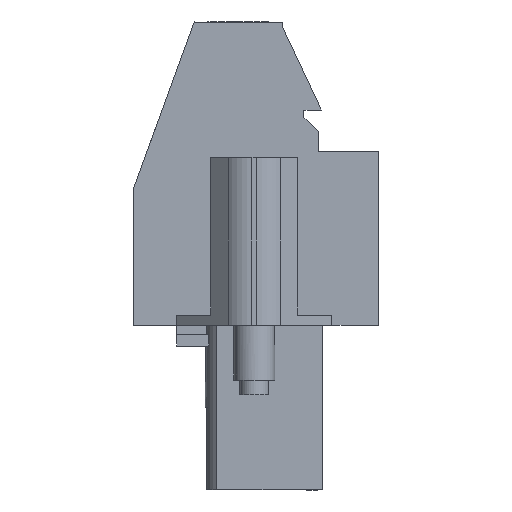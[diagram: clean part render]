
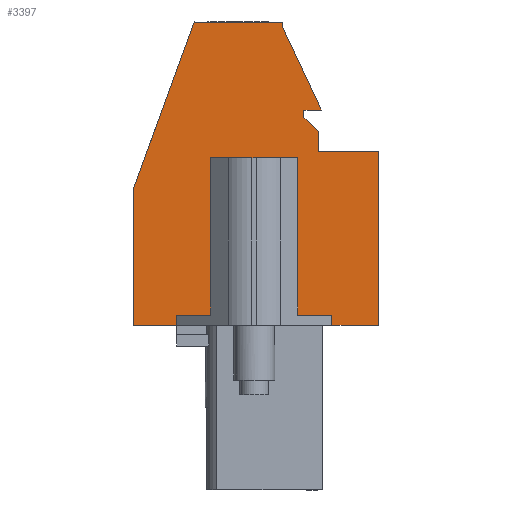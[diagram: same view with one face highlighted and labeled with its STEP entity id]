
A CAD part, left-side view. The second image highlights one B-rep face of the part: STEP entity #3397.
In plain terms, the highlighted planar face has unit normal (-1, 0, 0).
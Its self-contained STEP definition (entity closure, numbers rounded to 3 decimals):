
#1351=AXIS2_PLACEMENT_3D('Plane Axis2P3D',#1348,#1349,#1350) ;
#107=CARTESIAN_POINT('Line Origine',(3.47,1.125,7.95)) ;
#111=CARTESIAN_POINT('Vertex',(3.47,2.25,7.95)) ;
#113=CARTESIAN_POINT('Vertex',(3.47,0.,7.95)) ;
#162=CARTESIAN_POINT('Vertex',(3.47,9.75,7.95)) ;
#165=CARTESIAN_POINT('Line Origine',(3.47,10.79,7.95)) ;
#169=CARTESIAN_POINT('Vertex',(3.47,11.83,7.95)) ;
#1348=CARTESIAN_POINT('Axis2P3D Location',(3.47,12.132,0.)) ;
#3285=CARTESIAN_POINT('Line Origine',(3.47,0.,12.15)) ;
#3289=CARTESIAN_POINT('Vertex',(3.47,0.,16.35)) ;
#3292=CARTESIAN_POINT('Line Origine',(3.47,1.45,16.35)) ;
#3296=CARTESIAN_POINT('Vertex',(3.47,2.9,16.35)) ;
#3299=CARTESIAN_POINT('Line Origine',(3.47,2.9,16.825)) ;
#3303=CARTESIAN_POINT('Vertex',(3.47,2.9,17.3)) ;
#3306=CARTESIAN_POINT('Line Origine',(3.47,3.25,17.65)) ;
#3310=CARTESIAN_POINT('Vertex',(3.47,3.6,18.)) ;
#3313=CARTESIAN_POINT('Line Origine',(3.47,3.6,18.175)) ;
#3317=CARTESIAN_POINT('Vertex',(3.47,3.6,18.35)) ;
#3320=CARTESIAN_POINT('Line Origine',(3.47,3.18,18.35)) ;
#3324=CARTESIAN_POINT('Vertex',(3.47,2.76,18.35)) ;
#3327=CARTESIAN_POINT('Line Origine',(3.47,3.704,20.375)) ;
#3331=CARTESIAN_POINT('Vertex',(3.47,4.649,22.4)) ;
#3334=CARTESIAN_POINT('Line Origine',(3.47,4.649,22.5)) ;
#3338=CARTESIAN_POINT('Vertex',(3.47,4.649,22.6)) ;
#3341=CARTESIAN_POINT('Line Origine',(3.47,6.778,22.6)) ;
#3345=CARTESIAN_POINT('Vertex',(3.47,8.908,22.6)) ;
#3348=CARTESIAN_POINT('Line Origine',(3.47,10.369,18.586)) ;
#3352=CARTESIAN_POINT('Vertex',(3.47,11.83,14.572)) ;
#3355=CARTESIAN_POINT('Line Origine',(3.47,11.83,11.261)) ;
#3360=CARTESIAN_POINT('Line Origine',(3.47,9.75,8.2)) ;
#3364=CARTESIAN_POINT('Vertex',(3.47,9.75,8.45)) ;
#3367=CARTESIAN_POINT('Line Origine',(3.47,6.,8.45)) ;
#3371=CARTESIAN_POINT('Vertex',(3.47,2.25,8.45)) ;
#3374=CARTESIAN_POINT('Line Origine',(3.47,2.25,8.2)) ;
#108=DIRECTION('Vector Direction',(0.,1.,0.)) ;
#166=DIRECTION('Vector Direction',(0.,-1.,0.)) ;
#1349=DIRECTION('Axis2P3D Direction',(-1.,0.,0.)) ;
#1350=DIRECTION('Axis2P3D XDirection',(0.,-1.,0.)) ;
#3286=DIRECTION('Vector Direction',(0.,0.,1.)) ;
#3293=DIRECTION('Vector Direction',(0.,1.,0.)) ;
#3300=DIRECTION('Vector Direction',(0.,0.,1.)) ;
#3307=DIRECTION('Vector Direction',(0.,0.707,0.707)) ;
#3314=DIRECTION('Vector Direction',(0.,0.,1.)) ;
#3321=DIRECTION('Vector Direction',(0.,-1.,0.)) ;
#3328=DIRECTION('Vector Direction',(0.,0.423,0.906)) ;
#3335=DIRECTION('Vector Direction',(0.,0.,1.)) ;
#3342=DIRECTION('Vector Direction',(0.,1.,0.)) ;
#3349=DIRECTION('Vector Direction',(0.,0.342,-0.94)) ;
#3356=DIRECTION('Vector Direction',(0.,0.,1.)) ;
#3361=DIRECTION('Vector Direction',(0.,0.,1.)) ;
#3368=DIRECTION('Vector Direction',(0.,1.,0.)) ;
#3375=DIRECTION('Vector Direction',(0.,0.,1.)) ;
#109=VECTOR('Line Direction',#108,1.) ;
#167=VECTOR('Line Direction',#166,1.) ;
#3287=VECTOR('Line Direction',#3286,1.) ;
#3294=VECTOR('Line Direction',#3293,1.) ;
#3301=VECTOR('Line Direction',#3300,1.) ;
#3308=VECTOR('Line Direction',#3307,1.) ;
#3315=VECTOR('Line Direction',#3314,1.) ;
#3322=VECTOR('Line Direction',#3321,1.) ;
#3329=VECTOR('Line Direction',#3328,1.) ;
#3336=VECTOR('Line Direction',#3335,1.) ;
#3343=VECTOR('Line Direction',#3342,1.) ;
#3350=VECTOR('Line Direction',#3349,1.) ;
#3357=VECTOR('Line Direction',#3356,1.) ;
#3362=VECTOR('Line Direction',#3361,1.) ;
#3369=VECTOR('Line Direction',#3368,1.) ;
#3376=VECTOR('Line Direction',#3375,1.) ;
#3380=ORIENTED_EDGE('',*,*,#115,.T.) ;
#3381=ORIENTED_EDGE('',*,*,#3291,.T.) ;
#3382=ORIENTED_EDGE('',*,*,#3298,.T.) ;
#3383=ORIENTED_EDGE('',*,*,#3305,.T.) ;
#3384=ORIENTED_EDGE('',*,*,#3312,.T.) ;
#3385=ORIENTED_EDGE('',*,*,#3319,.T.) ;
#3386=ORIENTED_EDGE('',*,*,#3326,.T.) ;
#3387=ORIENTED_EDGE('',*,*,#3333,.T.) ;
#3388=ORIENTED_EDGE('',*,*,#3340,.T.) ;
#3389=ORIENTED_EDGE('',*,*,#3347,.T.) ;
#3390=ORIENTED_EDGE('',*,*,#3354,.T.) ;
#3391=ORIENTED_EDGE('',*,*,#3359,.T.) ;
#3392=ORIENTED_EDGE('',*,*,#171,.F.) ;
#3393=ORIENTED_EDGE('',*,*,#3366,.T.) ;
#3394=ORIENTED_EDGE('',*,*,#3373,.F.) ;
#3395=ORIENTED_EDGE('',*,*,#3378,.F.) ;
#3397=ADVANCED_FACE('HOUSING',(#3396),#1352,.T.) ;
#115=EDGE_CURVE('',#112,#114,#110,.F.) ;
#171=EDGE_CURVE('',#163,#170,#168,.F.) ;
#3291=EDGE_CURVE('',#114,#3290,#3288,.T.) ;
#3298=EDGE_CURVE('',#3290,#3297,#3295,.T.) ;
#3305=EDGE_CURVE('',#3297,#3304,#3302,.T.) ;
#3312=EDGE_CURVE('',#3304,#3311,#3309,.T.) ;
#3319=EDGE_CURVE('',#3311,#3318,#3316,.T.) ;
#3326=EDGE_CURVE('',#3318,#3325,#3323,.T.) ;
#3333=EDGE_CURVE('',#3325,#3332,#3330,.T.) ;
#3340=EDGE_CURVE('',#3332,#3339,#3337,.T.) ;
#3347=EDGE_CURVE('',#3339,#3346,#3344,.T.) ;
#3354=EDGE_CURVE('',#3346,#3353,#3351,.T.) ;
#3359=EDGE_CURVE('',#3353,#170,#3358,.F.) ;
#3366=EDGE_CURVE('',#163,#3365,#3363,.T.) ;
#3373=EDGE_CURVE('',#3372,#3365,#3370,.T.) ;
#3378=EDGE_CURVE('',#112,#3372,#3377,.T.) ;
#3379=EDGE_LOOP('',(#3380,#3381,#3382,#3383,#3384,#3385,#3386,#3387,#3388,#3389,#3390,#3391,#3392,#3393,#3394,#3395)) ;
#3396=FACE_OUTER_BOUND('',#3379,.T.) ;
#110=LINE('Line',#107,#109) ;
#168=LINE('Line',#165,#167) ;
#3288=LINE('Line',#3285,#3287) ;
#3295=LINE('Line',#3292,#3294) ;
#3302=LINE('Line',#3299,#3301) ;
#3309=LINE('Line',#3306,#3308) ;
#3316=LINE('Line',#3313,#3315) ;
#3323=LINE('Line',#3320,#3322) ;
#3330=LINE('Line',#3327,#3329) ;
#3337=LINE('Line',#3334,#3336) ;
#3344=LINE('Line',#3341,#3343) ;
#3351=LINE('Line',#3348,#3350) ;
#3358=LINE('Line',#3355,#3357) ;
#3363=LINE('Line',#3360,#3362) ;
#3370=LINE('Line',#3367,#3369) ;
#3377=LINE('Line',#3374,#3376) ;
#1352=PLANE('',#1351) ;
#112=VERTEX_POINT('',#111) ;
#114=VERTEX_POINT('',#113) ;
#163=VERTEX_POINT('',#162) ;
#170=VERTEX_POINT('',#169) ;
#3290=VERTEX_POINT('',#3289) ;
#3297=VERTEX_POINT('',#3296) ;
#3304=VERTEX_POINT('',#3303) ;
#3311=VERTEX_POINT('',#3310) ;
#3318=VERTEX_POINT('',#3317) ;
#3325=VERTEX_POINT('',#3324) ;
#3332=VERTEX_POINT('',#3331) ;
#3339=VERTEX_POINT('',#3338) ;
#3346=VERTEX_POINT('',#3345) ;
#3353=VERTEX_POINT('',#3352) ;
#3365=VERTEX_POINT('',#3364) ;
#3372=VERTEX_POINT('',#3371) ;
